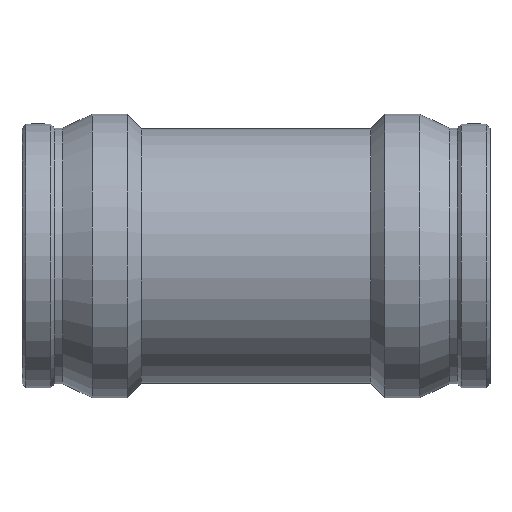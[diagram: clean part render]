
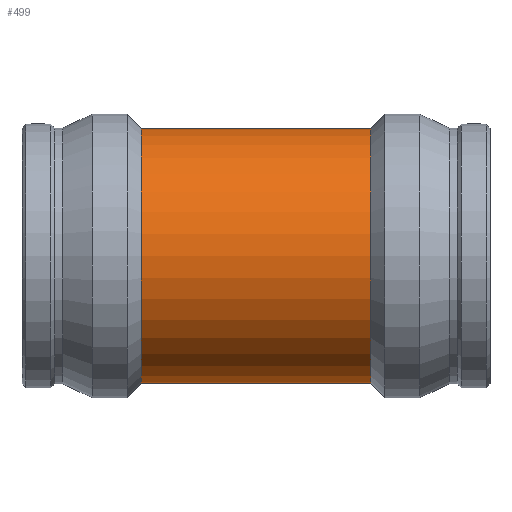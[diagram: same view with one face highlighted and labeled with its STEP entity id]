
A CAD part, top view. The second image highlights one B-rep face of the part: STEP entity #499.
In plain terms, the highlighted cylindrical face has radius 146.7 mm (diameter 293.4 mm), a full revolution.
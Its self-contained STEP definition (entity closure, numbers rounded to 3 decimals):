
#30=B_SPLINE_CURVE_WITH_KNOTS('',3,(#873,#874,#875,#876,#877,#878,#879,
#880,#881,#882,#883,#884,#885,#886,#887,#888,#889,#890,#891,#892,#893,#894,
#895,#896,#897,#898,#899,#900,#901,#902,#903,#904,#905,#906,#907,#908,#909,
#910,#911,#912,#913,#914,#915,#916,#917,#918,#919,#920,#921,#922,#923,#924,
#925,#926,#927,#928,#929,#930,#931,#932,#933,#934,#935,#936,#937,#938,#939,
#940,#941,#942,#943,#944,#945,#946,#947,#948,#949,#950,#951,#952,#953,#954),
 .UNSPECIFIED.,.T.,.F.,(4,2,2,2,2,2,2,2,2,2,2,2,2,2,2,2,2,2,2,2,2,2,2,2,
2,2,2,2,2,2,2,2,2,2,2,2,2,2,2,2,4),(0.,1.424,2.847,
4.271,5.695,8.542,11.39,14.042,
16.694,19.346,21.998,24.65,27.302,
29.954,32.606,35.453,38.301,39.724,
41.148,42.572,43.995,45.419,46.843,
48.266,49.69,52.538,55.385,58.037,
60.689,63.341,65.993,68.645,71.297,
73.949,76.601,79.449,82.296,83.72,
85.143,86.567,87.991),.UNSPECIFIED.);
#69=FACE_BOUND('',#187,.T.);
#70=FACE_BOUND('',#188,.T.);
#117=FACE_OUTER_BOUND('',#186,.T.);
#186=EDGE_LOOP('',(#412));
#187=EDGE_LOOP('',(#413));
#188=EDGE_LOOP('',(#414));
#251=CIRCLE('',#568,146.7);
#252=CIRCLE('',#570,146.7);
#276=VERTEX_POINT('',#872);
#297=VERTEX_POINT('',#1082);
#298=VERTEX_POINT('',#1085);
#322=EDGE_CURVE('',#276,#276,#30,.T.);
#343=EDGE_CURVE('',#297,#297,#251,.T.);
#344=EDGE_CURVE('',#298,#298,#252,.T.);
#412=ORIENTED_EDGE('',*,*,#343,.T.);
#413=ORIENTED_EDGE('',*,*,#322,.T.);
#414=ORIENTED_EDGE('',*,*,#344,.F.);
#465=CYLINDRICAL_SURFACE('',#569,146.7);
#499=ADVANCED_FACE('',(#117,#69,#70),#465,.T.);
#568=AXIS2_PLACEMENT_3D('',#1083,#704,#705);
#569=AXIS2_PLACEMENT_3D('',#1084,#706,#707);
#570=AXIS2_PLACEMENT_3D('',#1086,#708,#709);
#704=DIRECTION('center_axis',(1.,0.,0.));
#705=DIRECTION('ref_axis',(0.,0.,-1.));
#706=DIRECTION('center_axis',(1.,0.,0.));
#707=DIRECTION('ref_axis',(0.,1.,0.));
#708=DIRECTION('center_axis',(1.,0.,0.));
#709=DIRECTION('ref_axis',(0.,0.,-1.));
#872=CARTESIAN_POINT('',(0.,-131.25,-65.531));
#873=CARTESIAN_POINT('Ctrl Pts',(0.,-131.25,-65.531));
#874=CARTESIAN_POINT('Ctrl Pts',(4.746,-131.25,-65.531));
#875=CARTESIAN_POINT('Ctrl Pts',(9.35,-130.994,-66.049));
#876=CARTESIAN_POINT('Ctrl Pts',(18.317,-130.044,-67.901));
#877=CARTESIAN_POINT('Ctrl Pts',(22.68,-129.349,-69.233));
#878=CARTESIAN_POINT('Ctrl Pts',(31.208,-127.56,-72.475));
#879=CARTESIAN_POINT('Ctrl Pts',(35.371,-126.466,-74.386));
#880=CARTESIAN_POINT('Ctrl Pts',(43.52,-123.898,-78.588));
#881=CARTESIAN_POINT('Ctrl Pts',(47.506,-122.424,-80.881));
#882=CARTESIAN_POINT('Ctrl Pts',(59.201,-117.446,-88.099));
#883=CARTESIAN_POINT('Ctrl Pts',(66.635,-113.388,-93.344));
#884=CARTESIAN_POINT('Ctrl Pts',(80.535,-103.976,-103.725));
#885=CARTESIAN_POINT('Ctrl Pts',(86.996,-98.619,-108.864));
#886=CARTESIAN_POINT('Ctrl Pts',(98.221,-87.395,-118.033));
#887=CARTESIAN_POINT('Ctrl Pts',(103.45,-81.205,-122.434));
#888=CARTESIAN_POINT('Ctrl Pts',(112.891,-67.466,-130.509));
#889=CARTESIAN_POINT('Ctrl Pts',(117.103,-59.917,-134.181));
#890=CARTESIAN_POINT('Ctrl Pts',(124.017,-43.851,-140.256));
#891=CARTESIAN_POINT('Ctrl Pts',(126.726,-35.314,-142.664));
#892=CARTESIAN_POINT('Ctrl Pts',(130.343,-17.809,-145.887));
#893=CARTESIAN_POINT('Ctrl Pts',(131.25,-8.84,-146.7));
#894=CARTESIAN_POINT('Ctrl Pts',(131.25,8.84,-146.7));
#895=CARTESIAN_POINT('Ctrl Pts',(130.343,17.809,-145.887));
#896=CARTESIAN_POINT('Ctrl Pts',(126.726,35.314,-142.664));
#897=CARTESIAN_POINT('Ctrl Pts',(124.017,43.851,-140.256));
#898=CARTESIAN_POINT('Ctrl Pts',(117.103,59.917,-134.181));
#899=CARTESIAN_POINT('Ctrl Pts',(112.891,67.466,-130.509));
#900=CARTESIAN_POINT('Ctrl Pts',(103.45,81.205,-122.434));
#901=CARTESIAN_POINT('Ctrl Pts',(98.221,87.395,-118.033));
#902=CARTESIAN_POINT('Ctrl Pts',(86.996,98.619,-108.864));
#903=CARTESIAN_POINT('Ctrl Pts',(80.535,103.976,-103.725));
#904=CARTESIAN_POINT('Ctrl Pts',(66.635,113.388,-93.344));
#905=CARTESIAN_POINT('Ctrl Pts',(59.201,117.446,-88.099));
#906=CARTESIAN_POINT('Ctrl Pts',(47.506,122.424,-80.881));
#907=CARTESIAN_POINT('Ctrl Pts',(43.52,123.898,-78.588));
#908=CARTESIAN_POINT('Ctrl Pts',(35.371,126.466,-74.386));
#909=CARTESIAN_POINT('Ctrl Pts',(31.208,127.56,-72.475));
#910=CARTESIAN_POINT('Ctrl Pts',(22.68,129.349,-69.233));
#911=CARTESIAN_POINT('Ctrl Pts',(18.317,130.044,-67.901));
#912=CARTESIAN_POINT('Ctrl Pts',(9.35,130.994,-66.049));
#913=CARTESIAN_POINT('Ctrl Pts',(4.746,131.25,-65.531));
#914=CARTESIAN_POINT('Ctrl Pts',(-4.746,131.25,-65.531));
#915=CARTESIAN_POINT('Ctrl Pts',(-9.35,130.994,-66.049));
#916=CARTESIAN_POINT('Ctrl Pts',(-18.317,130.044,-67.901));
#917=CARTESIAN_POINT('Ctrl Pts',(-22.68,129.349,-69.233));
#918=CARTESIAN_POINT('Ctrl Pts',(-31.208,127.56,-72.475));
#919=CARTESIAN_POINT('Ctrl Pts',(-35.371,126.466,-74.386));
#920=CARTESIAN_POINT('Ctrl Pts',(-43.52,123.898,-78.588));
#921=CARTESIAN_POINT('Ctrl Pts',(-47.506,122.424,-80.881));
#922=CARTESIAN_POINT('Ctrl Pts',(-59.201,117.446,-88.099));
#923=CARTESIAN_POINT('Ctrl Pts',(-66.635,113.388,-93.344));
#924=CARTESIAN_POINT('Ctrl Pts',(-80.535,103.976,-103.725));
#925=CARTESIAN_POINT('Ctrl Pts',(-86.996,98.619,-108.864));
#926=CARTESIAN_POINT('Ctrl Pts',(-98.221,87.395,-118.033));
#927=CARTESIAN_POINT('Ctrl Pts',(-103.45,81.205,-122.434));
#928=CARTESIAN_POINT('Ctrl Pts',(-112.891,67.466,-130.509));
#929=CARTESIAN_POINT('Ctrl Pts',(-117.103,59.917,-134.181));
#930=CARTESIAN_POINT('Ctrl Pts',(-124.017,43.851,-140.256));
#931=CARTESIAN_POINT('Ctrl Pts',(-126.726,35.314,-142.664));
#932=CARTESIAN_POINT('Ctrl Pts',(-130.343,17.809,-145.887));
#933=CARTESIAN_POINT('Ctrl Pts',(-131.25,8.84,-146.7));
#934=CARTESIAN_POINT('Ctrl Pts',(-131.25,-8.84,-146.7));
#935=CARTESIAN_POINT('Ctrl Pts',(-130.343,-17.809,-145.887));
#936=CARTESIAN_POINT('Ctrl Pts',(-126.726,-35.314,-142.664));
#937=CARTESIAN_POINT('Ctrl Pts',(-124.017,-43.851,-140.256));
#938=CARTESIAN_POINT('Ctrl Pts',(-117.103,-59.917,-134.181));
#939=CARTESIAN_POINT('Ctrl Pts',(-112.891,-67.466,-130.509));
#940=CARTESIAN_POINT('Ctrl Pts',(-103.45,-81.205,-122.434));
#941=CARTESIAN_POINT('Ctrl Pts',(-98.221,-87.395,-118.033));
#942=CARTESIAN_POINT('Ctrl Pts',(-86.996,-98.619,-108.864));
#943=CARTESIAN_POINT('Ctrl Pts',(-80.535,-103.976,-103.725));
#944=CARTESIAN_POINT('Ctrl Pts',(-66.635,-113.388,-93.344));
#945=CARTESIAN_POINT('Ctrl Pts',(-59.201,-117.446,-88.099));
#946=CARTESIAN_POINT('Ctrl Pts',(-47.506,-122.424,-80.881));
#947=CARTESIAN_POINT('Ctrl Pts',(-43.52,-123.898,-78.588));
#948=CARTESIAN_POINT('Ctrl Pts',(-35.371,-126.466,-74.386));
#949=CARTESIAN_POINT('Ctrl Pts',(-31.208,-127.56,-72.475));
#950=CARTESIAN_POINT('Ctrl Pts',(-22.68,-129.349,-69.233));
#951=CARTESIAN_POINT('Ctrl Pts',(-18.317,-130.044,-67.901));
#952=CARTESIAN_POINT('Ctrl Pts',(-9.35,-130.994,-66.049));
#953=CARTESIAN_POINT('Ctrl Pts',(-4.746,-131.25,-65.531));
#954=CARTESIAN_POINT('Ctrl Pts',(0.,-131.25,-65.531));
#1082=CARTESIAN_POINT('',(-131.81,146.7,0.));
#1083=CARTESIAN_POINT('Origin',(-131.81,0.,0.));
#1084=CARTESIAN_POINT('Origin',(0.,0.,0.));
#1085=CARTESIAN_POINT('',(131.81,146.7,0.));
#1086=CARTESIAN_POINT('Origin',(131.81,0.,0.));
